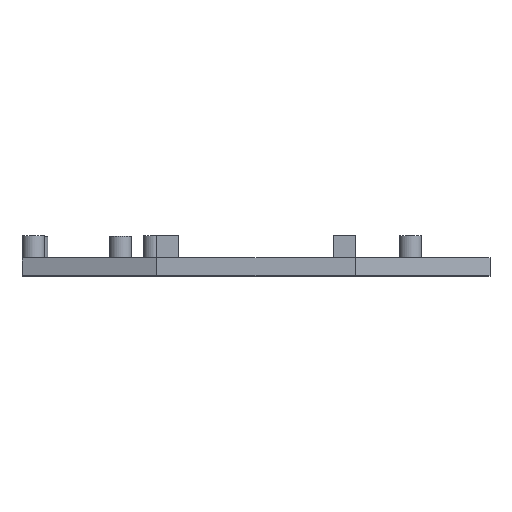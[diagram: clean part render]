
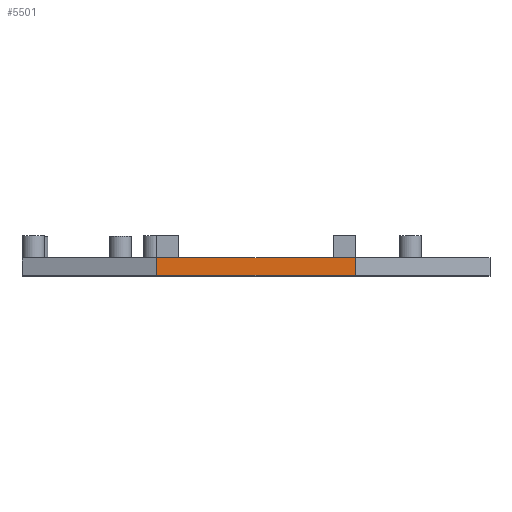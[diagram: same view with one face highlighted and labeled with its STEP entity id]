
A CAD part, top view. The second image highlights one B-rep face of the part: STEP entity #5501.
In plain terms, the highlighted planar face has unit normal (0, 0, 1).
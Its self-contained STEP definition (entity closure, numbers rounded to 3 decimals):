
#373=PLANE('',#5801);
#655=FACE_OUTER_BOUND('',#984,.T.);
#984=EDGE_LOOP('',(#4968,#4969,#4970,#4971));
#1142=LINE('',#9030,#1684);
#1555=LINE('',#10025,#2097);
#1556=LINE('',#10028,#2098);
#1557=LINE('',#10029,#2099);
#1684=VECTOR('',#5972,10.);
#2097=VECTOR('',#6909,10.);
#2098=VECTOR('',#6912,10.);
#2099=VECTOR('',#6913,10.);
#2462=VERTEX_POINT('',#9027);
#2463=VERTEX_POINT('',#9029);
#2783=VERTEX_POINT('',#10023);
#2784=VERTEX_POINT('',#10027);
#3075=EDGE_CURVE('',#2462,#2463,#1142,.T.);
#3567=EDGE_CURVE('',#2783,#2463,#1555,.T.);
#3568=EDGE_CURVE('',#2784,#2783,#1556,.T.);
#3569=EDGE_CURVE('',#2784,#2462,#1557,.T.);
#4968=ORIENTED_EDGE('',*,*,#3568,.T.);
#4969=ORIENTED_EDGE('',*,*,#3567,.T.);
#4970=ORIENTED_EDGE('',*,*,#3075,.F.);
#4971=ORIENTED_EDGE('',*,*,#3569,.F.);
#5501=ADVANCED_FACE('',(#655),#373,.T.);
#5801=AXIS2_PLACEMENT_3D('',#10026,#6910,#6911);
#5972=DIRECTION('',(1.,0.,0.));
#6909=DIRECTION('',(0.,1.,0.));
#6910=DIRECTION('center_axis',(0.,0.,1.));
#6911=DIRECTION('ref_axis',(1.,0.,0.));
#6912=DIRECTION('',(1.,0.,0.));
#6913=DIRECTION('',(0.,1.,0.));
#9027=CARTESIAN_POINT('',(-22.5,4.,76.));
#9029=CARTESIAN_POINT('',(22.5,4.,76.));
#9030=CARTESIAN_POINT('',(-22.5,4.,76.));
#10023=CARTESIAN_POINT('',(22.5,0.,76.));
#10025=CARTESIAN_POINT('',(22.5,0.,76.));
#10026=CARTESIAN_POINT('Origin',(-22.5,0.,
76.));
#10027=CARTESIAN_POINT('',(-22.5,0.,76.));
#10028=CARTESIAN_POINT('',(-22.5,0.,76.));
#10029=CARTESIAN_POINT('',(-22.5,0.,76.));
